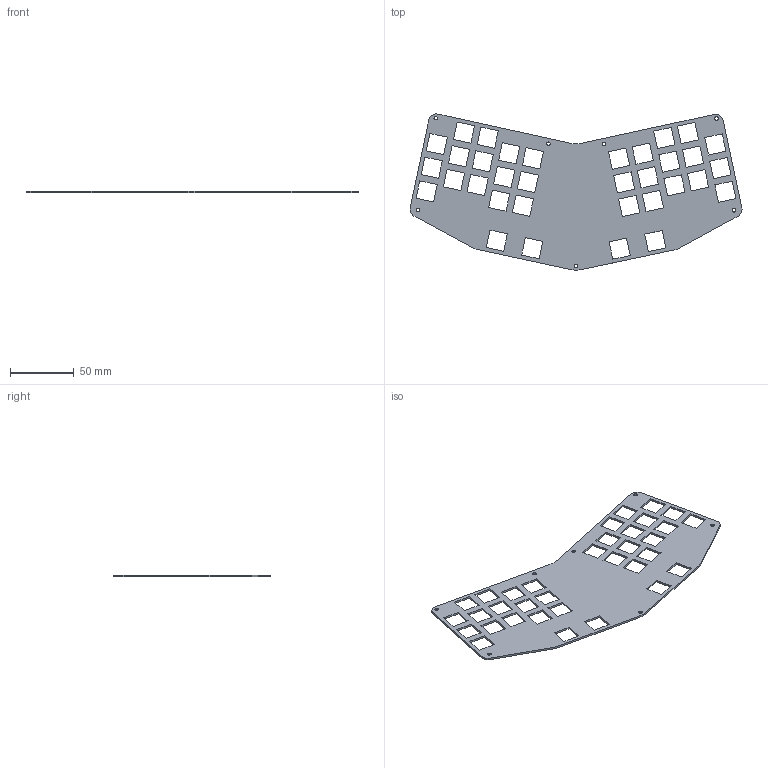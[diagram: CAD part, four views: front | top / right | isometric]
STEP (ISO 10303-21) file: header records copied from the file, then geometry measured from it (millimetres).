
FILE_DESCRIPTION(/* description */ (''),/* implementation_level */ '2;1');
FILE_NAME(/* name */ 'ChiffEvoCase_Plate.step',/* time_stamp */ '2023-02-14T09:12:33-08:00',/* author */ (''),/* organization */ (''),/* preprocessor_version */ 'ST-DEVELOPER v19.2',/* originating_system */ 'Autodesk Translation Framework v11.17.0.187',/* authorisation */ '');
FILE_SCHEMA (('AUTOMOTIVE_DESIGN { 1 0 10303 214 3 1 1 }'));
Length unit declared in the file: millimetre
Products named in the file (1): ChiffEvoCase
Bounding box: 260.68 x 122.59 x 1.5 mm (x, y, z)
Volume: 25630.4 mm3; surface area: 38124 mm2
Topology: 1 solids, 1 shells, 161 faces, 477 edges, 318 vertices
Faces by surface type: plane 146, cylinder 15
Full cylindrical faces by diameter (mm): 2.8 x7
Entity records: 5508 total; most frequent: CARTESIAN_POINT 957, ORIENTED_EDGE 954, DIRECTION 831, EDGE_CURVE 477, LINE 447, VECTOR 447, VERTEX_POINT 318, EDGE_LOOP 243
